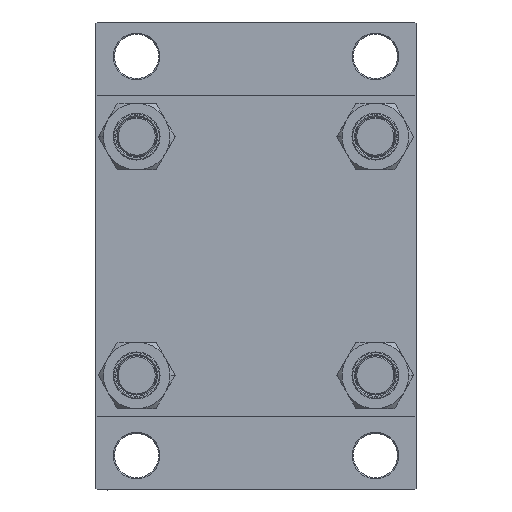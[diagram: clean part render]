
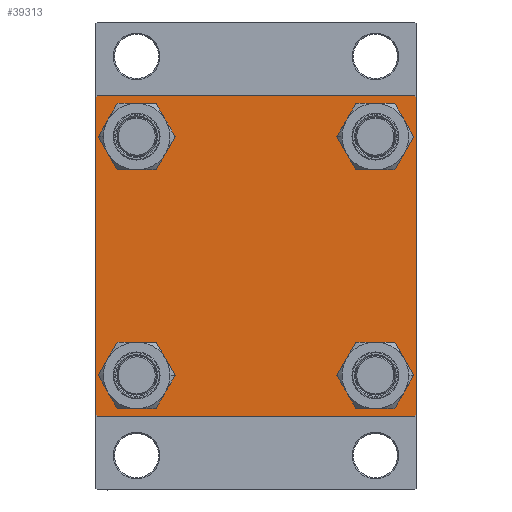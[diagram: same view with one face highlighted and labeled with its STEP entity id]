
A CAD part, left-side view. The second image highlights one B-rep face of the part: STEP entity #39313.
In plain terms, the highlighted planar face has unit normal (-1, 0, 0).
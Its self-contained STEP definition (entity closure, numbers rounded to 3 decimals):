
#1313 = DIRECTION ( 'NONE',  ( -1., 0., 0. ) ) ;
#1393 = CARTESIAN_POINT ( 'NONE',  ( 0., 64.5, 65. ) ) ;
#1779 = CARTESIAN_POINT ( 'NONE',  ( 0., -48.45, 48.45 ) ) ;
#1897 = AXIS2_PLACEMENT_3D ( 'NONE', #27077, #15598, #4603 ) ;
#2361 = DIRECTION ( 'NONE',  ( 1., 0., 0. ) ) ;
#2446 = ORIENTED_EDGE ( 'NONE', *, *, #44190, .T. ) ;
#3395 = VECTOR ( 'NONE', #38547, 1000. ) ;
#4019 = CARTESIAN_POINT ( 'NONE',  ( 0., -65., 65. ) ) ;
#4158 = VECTOR ( 'NONE', #32237, 1000. ) ;
#4335 = VERTEX_POINT ( 'NONE', #41513 ) ;
#4464 = EDGE_CURVE ( 'NONE', #38201, #37399, #14758, .T. ) ;
#4481 = VERTEX_POINT ( 'NONE', #29741 ) ;
#4492 = FACE_OUTER_BOUND ( 'NONE', #47114, .T. ) ;
#4603 = DIRECTION ( 'NONE',  ( 0., 0., 1. ) ) ;
#4963 = CARTESIAN_POINT ( 'NONE',  ( 0., -48.45, 39.95 ) ) ;
#5144 = ORIENTED_EDGE ( 'NONE', *, *, #42091, .T. ) ;
#5455 = CARTESIAN_POINT ( 'NONE',  ( 0., 64.75, -64.75 ) ) ;
#5782 = AXIS2_PLACEMENT_3D ( 'NONE', #1779, #38434, #30868 ) ;
#6064 = CARTESIAN_POINT ( 'NONE',  ( 0., -48.45, -48.45 ) ) ;
#6219 = DIRECTION ( 'NONE',  ( 0., -1., 0. ) ) ;
#6227 = ORIENTED_EDGE ( 'NONE', *, *, #7879, .F. ) ;
#6259 = VERTEX_POINT ( 'NONE', #21771 ) ;
#6460 = CARTESIAN_POINT ( 'NONE',  ( 0., 65., 65. ) ) ;
#6555 = EDGE_CURVE ( 'NONE', #37399, #38201, #42164, .T. ) ;
#7181 = EDGE_LOOP ( 'NONE', ( #26891, #13644 ) ) ;
#7222 = VERTEX_POINT ( 'NONE', #20874 ) ;
#7817 = AXIS2_PLACEMENT_3D ( 'NONE', #41977, #8510, #24145 ) ;
#7877 = VECTOR ( 'NONE', #17543, 1000. ) ;
#7879 = EDGE_CURVE ( 'NONE', #4481, #19436, #47356, .T. ) ;
#8011 = LINE ( 'NONE', #11188, #35008 ) ;
#8107 = CIRCLE ( 'NONE', #15095, 8.5 ) ;
#8131 = VERTEX_POINT ( 'NONE', #21999 ) ;
#8510 = DIRECTION ( 'NONE',  ( 1., 0., 0. ) ) ;
#8660 = CARTESIAN_POINT ( 'NONE',  ( 0., 0., 0. ) ) ;
#8910 = CIRCLE ( 'NONE', #1897, 8.5 ) ;
#9250 = DIRECTION ( 'NONE',  ( 0., 0., 1. ) ) ;
#9583 = VECTOR ( 'NONE', #21313, 1000. ) ;
#9654 = VECTOR ( 'NONE', #30676, 1000. ) ;
#9907 = EDGE_CURVE ( 'NONE', #20449, #8131, #44067, .T. ) ;
#9981 = CIRCLE ( 'NONE', #20894, 8.5 ) ;
#10082 = CIRCLE ( 'NONE', #45960, 8.5 ) ;
#10722 = EDGE_LOOP ( 'NONE', ( #15959, #2446 ) ) ;
#11188 = CARTESIAN_POINT ( 'NONE',  ( 0., 65., -65. ) ) ;
#11223 = ORIENTED_EDGE ( 'NONE', *, *, #41244, .T. ) ;
#12307 = FACE_BOUND ( 'NONE', #7181, .T. ) ;
#13072 = CARTESIAN_POINT ( 'NONE',  ( 0., 65., 65. ) ) ;
#13311 = ORIENTED_EDGE ( 'NONE', *, *, #6555, .T. ) ;
#13644 = ORIENTED_EDGE ( 'NONE', *, *, #35372, .T. ) ;
#13946 = ORIENTED_EDGE ( 'NONE', *, *, #22568, .T. ) ;
#14758 = CIRCLE ( 'NONE', #20264, 8.5 ) ;
#14978 = LINE ( 'NONE', #5455, #40891 ) ;
#15095 = AXIS2_PLACEMENT_3D ( 'NONE', #47394, #32251, #28351 ) ;
#15598 = DIRECTION ( 'NONE',  ( 1., 0., 0. ) ) ;
#15959 = ORIENTED_EDGE ( 'NONE', *, *, #22579, .T. ) ;
#16257 = ORIENTED_EDGE ( 'NONE', *, *, #4464, .T. ) ;
#16720 = CARTESIAN_POINT ( 'NONE',  ( 0., 64.5, -65. ) ) ;
#17122 = VERTEX_POINT ( 'NONE', #16720 ) ;
#17543 = DIRECTION ( 'NONE',  ( 0., 0., -1. ) ) ;
#18323 = ORIENTED_EDGE ( 'NONE', *, *, #21308, .T. ) ;
#19220 = EDGE_CURVE ( 'NONE', #6259, #25201, #36215, .T. ) ;
#19392 = PLANE ( 'NONE',  #44395 ) ;
#19436 = VERTEX_POINT ( 'NONE', #41410 ) ;
#19821 = CIRCLE ( 'NONE', #5782, 8.5 ) ;
#20102 = DIRECTION ( 'NONE',  ( 0., -0.707, -0.707 ) ) ;
#20264 = AXIS2_PLACEMENT_3D ( 'NONE', #6064, #20963, #9250 ) ;
#20449 = VERTEX_POINT ( 'NONE', #1393 ) ;
#20874 = CARTESIAN_POINT ( 'NONE',  ( 0., -48.45, 56.95 ) ) ;
#20894 = AXIS2_PLACEMENT_3D ( 'NONE', #20923, #2361, #32163 ) ;
#20923 = CARTESIAN_POINT ( 'NONE',  ( 0., 48.45, -48.45 ) ) ;
#20963 = DIRECTION ( 'NONE',  ( 1., 0., 0. ) ) ;
#21308 = EDGE_CURVE ( 'NONE', #33939, #19436, #31702, .T. ) ;
#21313 = DIRECTION ( 'NONE',  ( 0., 0., -1. ) ) ;
#21561 = EDGE_CURVE ( 'NONE', #20449, #6259, #26758, .T. ) ;
#21771 = CARTESIAN_POINT ( 'NONE',  ( 0., 65., 64.5 ) ) ;
#21987 = EDGE_CURVE ( 'NONE', #4481, #8131, #46178, .T. ) ;
#21999 = CARTESIAN_POINT ( 'NONE',  ( 0., -64.5, 65. ) ) ;
#22377 = CARTESIAN_POINT ( 'NONE',  ( 0., 48.45, -56.95 ) ) ;
#22418 = DIRECTION ( 'NONE',  ( 0., -1., 0. ) ) ;
#22568 = EDGE_CURVE ( 'NONE', #25201, #17122, #14978, .T. ) ;
#22579 = EDGE_CURVE ( 'NONE', #7222, #26818, #19821, .T. ) ;
#22633 = CIRCLE ( 'NONE', #7817, 8.5 ) ;
#23106 = EDGE_CURVE ( 'NONE', #4335, #26451, #8107, .T. ) ;
#23891 = CARTESIAN_POINT ( 'NONE',  ( 0., -64.75, -64.75 ) ) ;
#24145 = DIRECTION ( 'NONE',  ( 0., 0., 1. ) ) ;
#24652 = VERTEX_POINT ( 'NONE', #37901 ) ;
#25201 = VERTEX_POINT ( 'NONE', #32001 ) ;
#26451 = VERTEX_POINT ( 'NONE', #22377 ) ;
#26758 = LINE ( 'NONE', #41181, #9654 ) ;
#26818 = VERTEX_POINT ( 'NONE', #4963 ) ;
#26891 = ORIENTED_EDGE ( 'NONE', *, *, #23106, .T. ) ;
#27077 = CARTESIAN_POINT ( 'NONE',  ( 0., 48.45, 48.45 ) ) ;
#27439 = ORIENTED_EDGE ( 'NONE', *, *, #21987, .T. ) ;
#27449 = EDGE_CURVE ( 'NONE', #24652, #33858, #8910, .T. ) ;
#28351 = DIRECTION ( 'NONE',  ( 0., 0., 1. ) ) ;
#29741 = CARTESIAN_POINT ( 'NONE',  ( 0., -65., 64.5 ) ) ;
#29770 = DIRECTION ( 'NONE',  ( 0., 0., 1. ) ) ;
#30676 = DIRECTION ( 'NONE',  ( 0., 0.707, -0.707 ) ) ;
#30868 = DIRECTION ( 'NONE',  ( 0., 0., 1. ) ) ;
#31702 = LINE ( 'NONE', #23891, #3395 ) ;
#32001 = CARTESIAN_POINT ( 'NONE',  ( 0., 65., -64.5 ) ) ;
#32151 = VECTOR ( 'NONE', #6219, 1000. ) ;
#32163 = DIRECTION ( 'NONE',  ( 0., 0., 1. ) ) ;
#32237 = DIRECTION ( 'NONE',  ( 0., 0.707, 0.707 ) ) ;
#32251 = DIRECTION ( 'NONE',  ( 1., 0., 0. ) ) ;
#33858 = VERTEX_POINT ( 'NONE', #43270 ) ;
#33939 = VERTEX_POINT ( 'NONE', #38339 ) ;
#34301 = DIRECTION ( 'NONE',  ( 0., 0., 1. ) ) ;
#35008 = VECTOR ( 'NONE', #22418, 1000. ) ;
#35061 = DIRECTION ( 'NONE',  ( 0., 0., 1. ) ) ;
#35372 = EDGE_CURVE ( 'NONE', #26451, #4335, #9981, .T. ) ;
#35906 = CARTESIAN_POINT ( 'NONE',  ( 0., -64.75, 64.75 ) ) ;
#36215 = LINE ( 'NONE', #13072, #9583 ) ;
#36632 = ORIENTED_EDGE ( 'NONE', *, *, #21561, .T. ) ;
#37399 = VERTEX_POINT ( 'NONE', #45625 ) ;
#37600 = EDGE_LOOP ( 'NONE', ( #16257, #13311 ) ) ;
#37901 = CARTESIAN_POINT ( 'NONE',  ( 0., 48.45, 56.95 ) ) ;
#37966 = FACE_BOUND ( 'NONE', #37600, .T. ) ;
#38201 = VERTEX_POINT ( 'NONE', #39868 ) ;
#38339 = CARTESIAN_POINT ( 'NONE',  ( 0., -64.5, -65. ) ) ;
#38434 = DIRECTION ( 'NONE',  ( 1., 0., 0. ) ) ;
#38547 = DIRECTION ( 'NONE',  ( 0., -0.707, 0.707 ) ) ;
#38700 = FACE_BOUND ( 'NONE', #40476, .T. ) ;
#39313 = ADVANCED_FACE ( 'NONE', ( #42362, #37966, #12307, #38700, #4492 ), #19392, .T. ) ;
#39784 = ORIENTED_EDGE ( 'NONE', *, *, #9907, .F. ) ;
#39868 = CARTESIAN_POINT ( 'NONE',  ( 0., -48.45, -39.95 ) ) ;
#40476 = EDGE_LOOP ( 'NONE', ( #42735, #5144 ) ) ;
#40514 = CARTESIAN_POINT ( 'NONE',  ( 0., -48.45, -48.45 ) ) ;
#40891 = VECTOR ( 'NONE', #20102, 1000. ) ;
#41181 = CARTESIAN_POINT ( 'NONE',  ( 0., 64.75, 64.75 ) ) ;
#41244 = EDGE_CURVE ( 'NONE', #17122, #33939, #8011, .T. ) ;
#41410 = CARTESIAN_POINT ( 'NONE',  ( 0., -65., -64.5 ) ) ;
#41513 = CARTESIAN_POINT ( 'NONE',  ( 0., 48.45, -39.95 ) ) ;
#41977 = CARTESIAN_POINT ( 'NONE',  ( 0., -48.45, 48.45 ) ) ;
#42091 = EDGE_CURVE ( 'NONE', #33858, #24652, #10082, .T. ) ;
#42164 = CIRCLE ( 'NONE', #46875, 8.5 ) ;
#42362 = FACE_BOUND ( 'NONE', #10722, .T. ) ;
#42735 = ORIENTED_EDGE ( 'NONE', *, *, #27449, .T. ) ;
#43270 = CARTESIAN_POINT ( 'NONE',  ( 0., 48.45, 39.95 ) ) ;
#44065 = ORIENTED_EDGE ( 'NONE', *, *, #19220, .T. ) ;
#44067 = LINE ( 'NONE', #6460, #32151 ) ;
#44190 = EDGE_CURVE ( 'NONE', #26818, #7222, #22633, .T. ) ;
#44395 = AXIS2_PLACEMENT_3D ( 'NONE', #8660, #1313, #34301 ) ;
#45625 = CARTESIAN_POINT ( 'NONE',  ( 0., -48.45, -56.95 ) ) ;
#45960 = AXIS2_PLACEMENT_3D ( 'NONE', #46056, #46542, #35061 ) ;
#46056 = CARTESIAN_POINT ( 'NONE',  ( 0., 48.45, 48.45 ) ) ;
#46178 = LINE ( 'NONE', #35906, #4158 ) ;
#46542 = DIRECTION ( 'NONE',  ( 1., 0., 0. ) ) ;
#46875 = AXIS2_PLACEMENT_3D ( 'NONE', #40514, #47858, #29770 ) ;
#47114 = EDGE_LOOP ( 'NONE', ( #44065, #13946, #11223, #18323, #6227, #27439, #39784, #36632 ) ) ;
#47356 = LINE ( 'NONE', #4019, #7877 ) ;
#47394 = CARTESIAN_POINT ( 'NONE',  ( 0., 48.45, -48.45 ) ) ;
#47858 = DIRECTION ( 'NONE',  ( 1., 0., 0. ) ) ;
